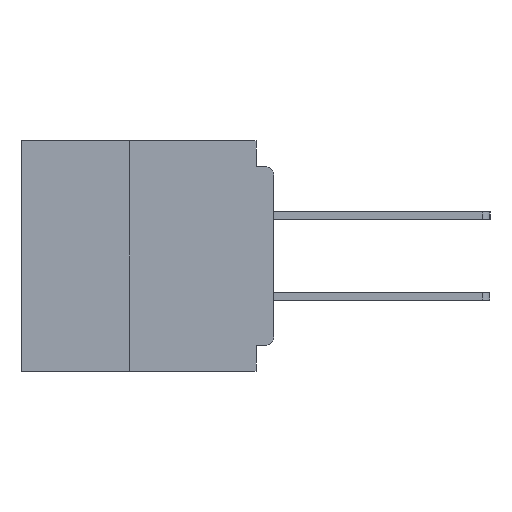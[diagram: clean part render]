
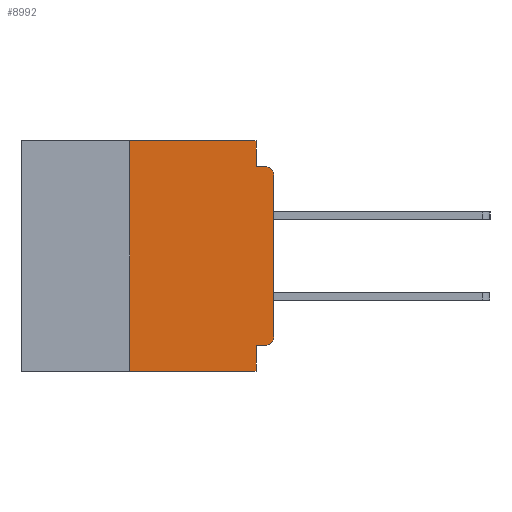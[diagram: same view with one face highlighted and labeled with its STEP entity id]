
A CAD part, left-side view. The second image highlights one B-rep face of the part: STEP entity #8992.
In plain terms, the highlighted planar face has unit normal (-1, 0, 0).
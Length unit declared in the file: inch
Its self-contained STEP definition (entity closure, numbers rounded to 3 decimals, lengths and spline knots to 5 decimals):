
#434 = CARTESIAN_POINT ( 'NONE',  ( 0., 0.031, -0.045 ) ) ;
#588 = VERTEX_POINT ( 'NONE', #16666 ) ;
#660 = LINE ( 'NONE', #12383, #34041 ) ;
#927 = PLANE ( 'NONE',  #15030 ) ;
#2795 = LINE ( 'NONE', #35838, #37205 ) ;
#3469 = EDGE_CURVE ( 'NONE', #14790, #5442, #40207, .T. ) ;
#4177 = EDGE_CURVE ( 'NONE', #11344, #19828, #5231, .T. ) ;
#4259 = ORIENTED_EDGE ( 'NONE', *, *, #25834, .F. ) ;
#4400 = DIRECTION ( 'NONE',  ( 1., 0., 0. ) ) ;
#5231 = CIRCLE ( 'NONE', #29543, 0.015 ) ;
#5320 = DIRECTION ( 'NONE',  ( 0., 0., 1. ) ) ;
#5442 = VERTEX_POINT ( 'NONE', #13979 ) ;
#7565 = CARTESIAN_POINT ( 'NONE',  ( 0., 0.015, -0.06 ) ) ;
#7959 = CARTESIAN_POINT ( 'NONE',  ( 0., 0.015, -0.34 ) ) ;
#8992 = ADVANCED_FACE ( 'NONE', ( #19806 ), #927, .F. ) ;
#8996 = VERTEX_POINT ( 'NONE', #21623 ) ;
#9106 = ORIENTED_EDGE ( 'NONE', *, *, #4177, .T. ) ;
#9766 = ORIENTED_EDGE ( 'NONE', *, *, #34833, .F. ) ;
#9799 = DIRECTION ( 'NONE',  ( 0., 0., 1. ) ) ;
#9856 = LINE ( 'NONE', #41652, #36154 ) ;
#10031 = EDGE_CURVE ( 'NONE', #19828, #14790, #34253, .T. ) ;
#11052 = DIRECTION ( 'NONE',  ( 0., 0., -1. ) ) ;
#11175 = VERTEX_POINT ( 'NONE', #434 ) ;
#11344 = VERTEX_POINT ( 'NONE', #32340 ) ;
#11449 = DIRECTION ( 'NONE',  ( 0., 0., -1. ) ) ;
#12073 = EDGE_CURVE ( 'NONE', #16854, #588, #32440, .T. ) ;
#12383 = CARTESIAN_POINT ( 'NONE',  ( 0., 0.437, -0.4 ) ) ;
#12535 = EDGE_CURVE ( 'NONE', #588, #11175, #2795, .T. ) ;
#13979 = CARTESIAN_POINT ( 'NONE',  ( 0., 0.015, -0.045 ) ) ;
#14790 = VERTEX_POINT ( 'NONE', #33706 ) ;
#14935 = VERTEX_POINT ( 'NONE', #30997 ) ;
#15030 = AXIS2_PLACEMENT_3D ( 'NONE', #25045, #4400, #28485 ) ;
#15220 = VECTOR ( 'NONE', #29565, 39.37008 ) ;
#16034 = VECTOR ( 'NONE', #9799, 39.37008 ) ;
#16278 = CARTESIAN_POINT ( 'NONE',  ( 0., 0.437, 0. ) ) ;
#16666 = CARTESIAN_POINT ( 'NONE',  ( 0., 0.031, 0. ) ) ;
#16854 = VERTEX_POINT ( 'NONE', #19077 ) ;
#18552 = ORIENTED_EDGE ( 'NONE', *, *, #10031, .T. ) ;
#18684 = EDGE_CURVE ( 'NONE', #8996, #16854, #35713, .T. ) ;
#19077 = CARTESIAN_POINT ( 'NONE',  ( 0., 0.25, 0. ) ) ;
#19348 = EDGE_CURVE ( 'NONE', #8996, #14935, #660, .T. ) ;
#19644 = ORIENTED_EDGE ( 'NONE', *, *, #12073, .F. ) ;
#19806 = FACE_OUTER_BOUND ( 'NONE', #38997, .T. ) ;
#19828 = VERTEX_POINT ( 'NONE', #40306 ) ;
#21623 = CARTESIAN_POINT ( 'NONE',  ( 0., 0.25, -0.4 ) ) ;
#21632 = VECTOR ( 'NONE', #31511, 39.37008 ) ;
#21658 = EDGE_CURVE ( 'NONE', #11344, #21659, #42502, .T. ) ;
#21659 = VERTEX_POINT ( 'NONE', #25983 ) ;
#22226 = DIRECTION ( 'NONE',  ( 0., 0., -1. ) ) ;
#25045 = CARTESIAN_POINT ( 'NONE',  ( 0., 0.437, 0. ) ) ;
#25834 = EDGE_CURVE ( 'NONE', #21659, #14935, #30738, .T. ) ;
#25983 = CARTESIAN_POINT ( 'NONE',  ( 0., 0.031, -0.355 ) ) ;
#26127 = CARTESIAN_POINT ( 'NONE',  ( 0., 0., -0.355 ) ) ;
#26807 = ORIENTED_EDGE ( 'NONE', *, *, #21658, .F. ) ;
#28485 = DIRECTION ( 'NONE',  ( 0., 0., -1. ) ) ;
#29543 = AXIS2_PLACEMENT_3D ( 'NONE', #7959, #32000, #11449 ) ;
#29565 = DIRECTION ( 'NONE',  ( 0., 1., 0. ) ) ;
#30289 = VECTOR ( 'NONE', #33492, 39.37008 ) ;
#30738 = LINE ( 'NONE', #34805, #21632 ) ;
#30997 = CARTESIAN_POINT ( 'NONE',  ( 0., 0.031, -0.4 ) ) ;
#31511 = DIRECTION ( 'NONE',  ( 0., 0., -1. ) ) ;
#31614 = DIRECTION ( 'NONE',  ( -1., 0., 0. ) ) ;
#32000 = DIRECTION ( 'NONE',  ( -1., 0., 0. ) ) ;
#32340 = CARTESIAN_POINT ( 'NONE',  ( 0., 0.015, -0.355 ) ) ;
#32440 = LINE ( 'NONE', #16278, #30289 ) ;
#32615 = ORIENTED_EDGE ( 'NONE', *, *, #3469, .T. ) ;
#32856 = CARTESIAN_POINT ( 'NONE',  ( 0., 0.25, -0.4 ) ) ;
#33492 = DIRECTION ( 'NONE',  ( 0., -1., 0. ) ) ;
#33706 = CARTESIAN_POINT ( 'NONE',  ( 0., 0., -0.06 ) ) ;
#34041 = VECTOR ( 'NONE', #39797, 39.37008 ) ;
#34253 = LINE ( 'NONE', #37246, #16034 ) ;
#34651 = VECTOR ( 'NONE', #5320, 39.37008 ) ;
#34805 = CARTESIAN_POINT ( 'NONE',  ( 0., 0.031, -0.4 ) ) ;
#34833 = EDGE_CURVE ( 'NONE', #11175, #5442, #9856, .T. ) ;
#35713 = LINE ( 'NONE', #32856, #34651 ) ;
#35838 = CARTESIAN_POINT ( 'NONE',  ( 0., 0.031, 0. ) ) ;
#36154 = VECTOR ( 'NONE', #38247, 39.37008 ) ;
#36369 = ORIENTED_EDGE ( 'NONE', *, *, #19348, .T. ) ;
#37205 = VECTOR ( 'NONE', #22226, 39.37008 ) ;
#37246 = CARTESIAN_POINT ( 'NONE',  ( 0., 0., 0. ) ) ;
#38247 = DIRECTION ( 'NONE',  ( 0., -1., 0. ) ) ;
#38997 = EDGE_LOOP ( 'NONE', ( #18552, #32615, #9766, #44463, #19644, #40650, #36369, #4259, #26807, #9106 ) ) ;
#39797 = DIRECTION ( 'NONE',  ( 0., -1., 0. ) ) ;
#40207 = CIRCLE ( 'NONE', #43515, 0.015 ) ;
#40306 = CARTESIAN_POINT ( 'NONE',  ( 0., 0., -0.34 ) ) ;
#40650 = ORIENTED_EDGE ( 'NONE', *, *, #18684, .F. ) ;
#41652 = CARTESIAN_POINT ( 'NONE',  ( 0., 0., -0.045 ) ) ;
#42502 = LINE ( 'NONE', #26127, #15220 ) ;
#43515 = AXIS2_PLACEMENT_3D ( 'NONE', #7565, #31614, #11052 ) ;
#44463 = ORIENTED_EDGE ( 'NONE', *, *, #12535, .F. ) ;
